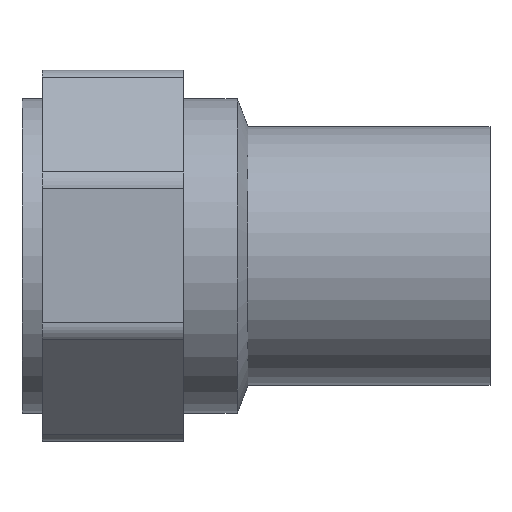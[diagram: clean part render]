
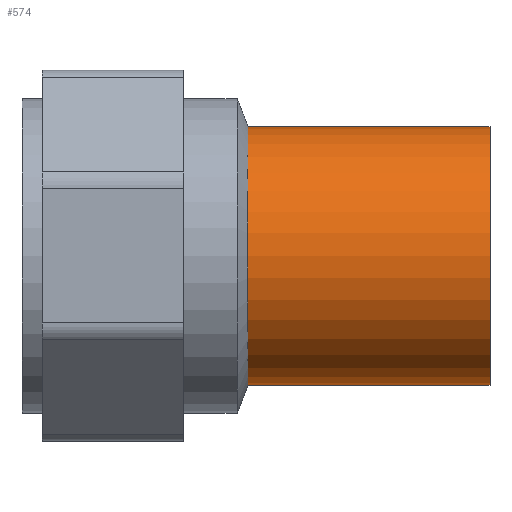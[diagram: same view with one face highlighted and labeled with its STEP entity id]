
A CAD part, top view. The second image highlights one B-rep face of the part: STEP entity #574.
In plain terms, the highlighted cylindrical face has radius 16 mm (diameter 32 mm), a partial arc.
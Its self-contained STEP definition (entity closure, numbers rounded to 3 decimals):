
#224 = EDGE_CURVE( '', #440, #298, #624, .T. );
#274 = VERTEX_POINT( '', #681 );
#298 = VERTEX_POINT( '', #707 );
#340 = EDGE_CURVE( '', #440, #524, #752, .T. );
#386 = EDGE_CURVE( '', #298, #274, #801, .T. );
#440 = VERTEX_POINT( '', #859 );
#524 = VERTEX_POINT( '', #952 );
#574 = ADVANCED_FACE( '', ( #1008 ), #1009, .T. );
#580 = EDGE_CURVE( '', #274, #524, #1016, .T. );
#624 = LINE( '', #1056, #1057 );
#681 = CARTESIAN_POINT( '', ( 0., 16., 0. ) );
#707 = CARTESIAN_POINT( '', ( 0., -16., 0. ) );
#752 = CIRCLE( '', #1232, 16. );
#801 = CIRCLE( '', #1306, 16. );
#859 = CARTESIAN_POINT( '', ( -30., -16., 0. ) );
#952 = CARTESIAN_POINT( '', ( -30., 16., 0. ) );
#1008 = FACE_OUTER_BOUND( '', #1572, .T. );
#1009 = CYLINDRICAL_SURFACE( '', #1573, 16. );
#1016 = LINE( '', #1583, #1584 );
#1056 = CARTESIAN_POINT( '', ( -15., -16., 0. ) );
#1057 = VECTOR( '', #1640, 1. );
#1232 = AXIS2_PLACEMENT_3D( '', #1787, #1788, #1789 );
#1306 = AXIS2_PLACEMENT_3D( '', #1841, #1842, #1843 );
#1572 = EDGE_LOOP( '', ( #2071, #2072, #2073, #2074 ) );
#1573 = AXIS2_PLACEMENT_3D( '', #2075, #2076, #2077 );
#1583 = CARTESIAN_POINT( '', ( -15., 16., 0. ) );
#1584 = VECTOR( '', #2087, 1. );
#1640 = DIRECTION( '', ( 1., 0., 0. ) );
#1787 = CARTESIAN_POINT( '', ( -30., 0., 0. ) );
#1788 = DIRECTION( '', ( -1., 0., 0. ) );
#1789 = DIRECTION( '', ( 0., 1., 0. ) );
#1841 = CARTESIAN_POINT( '', ( 0., 0., 0. ) );
#1842 = DIRECTION( '', ( -1., 0., 0. ) );
#1843 = DIRECTION( '', ( 0., 1., 0. ) );
#2071 = ORIENTED_EDGE( '', *, *, #580, .T. );
#2072 = ORIENTED_EDGE( '', *, *, #340, .F. );
#2073 = ORIENTED_EDGE( '', *, *, #224, .T. );
#2074 = ORIENTED_EDGE( '', *, *, #386, .T. );
#2075 = CARTESIAN_POINT( '', ( -15., 0., 0. ) );
#2076 = DIRECTION( '', ( 1., 0., 0. ) );
#2077 = DIRECTION( '', ( 0., 1., 0. ) );
#2087 = DIRECTION( '', ( -1., 0., 0. ) );
